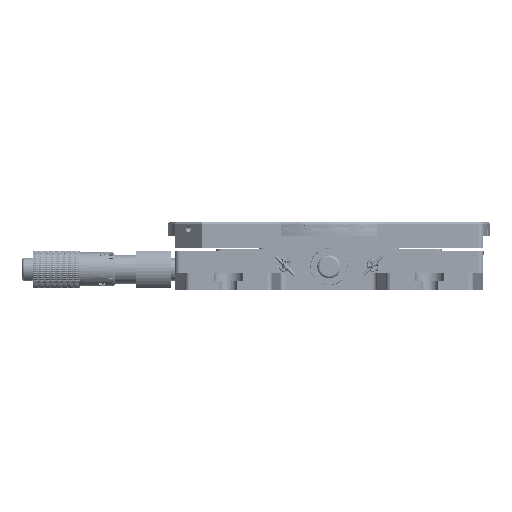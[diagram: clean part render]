
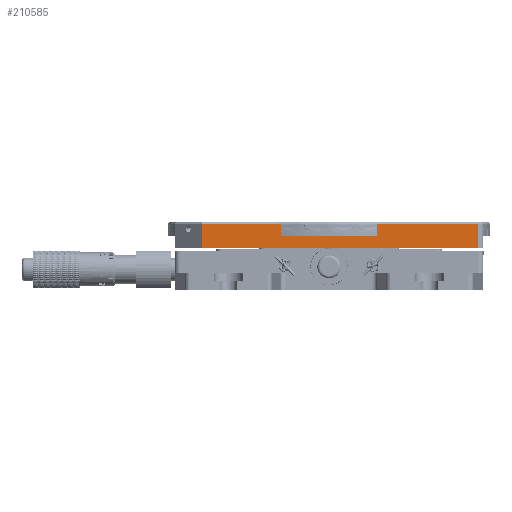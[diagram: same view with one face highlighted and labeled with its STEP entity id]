
A CAD part, left-side view. The second image highlights one B-rep face of the part: STEP entity #210585.
In plain terms, the highlighted planar face has unit normal (-1, 0, 0).
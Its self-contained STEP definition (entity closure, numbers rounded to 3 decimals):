
#10360=FACE_OUTER_BOUND('',#20804,.T.);
#20804=EDGE_LOOP('',(#146875,#146876,#146877,#146878,#146879,#146880,#146881,
#146882,#146883,#146884));
#31967=LINE('',#278339,#55202);
#36553=LINE('',#330273,#59788);
#36558=LINE('',#330288,#59793);
#36564=LINE('',#330316,#59799);
#36587=LINE('',#330418,#59822);
#36588=LINE('',#330421,#59823);
#36589=LINE('',#330425,#59824);
#36590=LINE('',#330427,#59825);
#36591=LINE('',#330428,#59826);
#36592=LINE('',#330429,#59827);
#55202=VECTOR('',#230304,10.);
#59788=VECTOR('',#242538,10.);
#59793=VECTOR('',#242553,10.);
#59799=VECTOR('',#242583,10.);
#59822=VECTOR('',#242646,10.);
#59823=VECTOR('',#242649,10.);
#59824=VECTOR('',#242654,10.);
#59825=VECTOR('',#242655,10.);
#59826=VECTOR('',#242656,10.);
#59827=VECTOR('',#242657,10.);
#78571=VERTEX_POINT('',#278337);
#78572=VERTEX_POINT('',#278338);
#84482=VERTEX_POINT('',#330271);
#84487=VERTEX_POINT('',#330287);
#84496=VERTEX_POINT('',#330313);
#84497=VERTEX_POINT('',#330315);
#84513=VERTEX_POINT('',#330360);
#84521=VERTEX_POINT('',#330420);
#84522=VERTEX_POINT('',#330424);
#84523=VERTEX_POINT('',#330426);
#97887=EDGE_CURVE('',#78571,#78572,#31967,.T.);
#106856=EDGE_CURVE('',#78572,#84482,#36553,.T.);
#106863=EDGE_CURVE('',#84487,#78571,#36558,.T.);
#106876=EDGE_CURVE('',#84497,#84496,#36564,.T.);
#106911=EDGE_CURVE('',#84497,#84513,#36587,.T.);
#106912=EDGE_CURVE('',#84513,#84521,#36588,.T.);
#106914=EDGE_CURVE('',#84522,#84496,#36589,.T.);
#106915=EDGE_CURVE('',#84523,#84522,#36590,.T.);
#106916=EDGE_CURVE('',#84523,#84487,#36591,.T.);
#106917=EDGE_CURVE('',#84482,#84521,#36592,.T.);
#146875=ORIENTED_EDGE('',*,*,#106911,.F.);
#146876=ORIENTED_EDGE('',*,*,#106876,.T.);
#146877=ORIENTED_EDGE('',*,*,#106914,.F.);
#146878=ORIENTED_EDGE('',*,*,#106915,.F.);
#146879=ORIENTED_EDGE('',*,*,#106916,.T.);
#146880=ORIENTED_EDGE('',*,*,#106863,.T.);
#146881=ORIENTED_EDGE('',*,*,#97887,.T.);
#146882=ORIENTED_EDGE('',*,*,#106856,.T.);
#146883=ORIENTED_EDGE('',*,*,#106917,.T.);
#146884=ORIENTED_EDGE('',*,*,#106912,.F.);
#191204=PLANE('',#221559);
#210585=ADVANCED_FACE('',(#10360),#191204,.T.);
#221559=AXIS2_PLACEMENT_3D('',#330423,#242652,#242653);
#230304=DIRECTION('',(0.,1.,0.));
#242538=DIRECTION('',(0.,1.,0.));
#242553=DIRECTION('',(0.,1.,0.));
#242583=DIRECTION('',(0.,-1.,0.));
#242646=DIRECTION('',(0.,0.,1.));
#242649=DIRECTION('',(0.,-1.,0.));
#242652=DIRECTION('center_axis',(-1.,0.,0.));
#242653=DIRECTION('ref_axis',(0.,-1.,0.));
#242654=DIRECTION('',(0.,0.,-1.));
#242655=DIRECTION('',(0.,-1.,0.));
#242656=DIRECTION('',(0.,0.,-1.));
#242657=DIRECTION('',(0.,0.,1.));
#278337=CARTESIAN_POINT('',(-61.475,-17.429,21.421));
#278338=CARTESIAN_POINT('',(-61.475,16.849,21.421));
#278339=CARTESIAN_POINT('',(-61.475,28.46,21.421));
#330271=CARTESIAN_POINT('',(-61.475,17.705,21.421));
#330273=CARTESIAN_POINT('',(-61.475,28.46,21.421));
#330287=CARTESIAN_POINT('',(-61.475,-18.285,21.421));
#330288=CARTESIAN_POINT('',(-61.475,28.46,21.421));
#330313=CARTESIAN_POINT('',(-61.475,-55.79,16.921));
#330315=CARTESIAN_POINT('',(-61.475,47.21,16.921));
#330316=CARTESIAN_POINT('',(-61.475,57.21,16.921));
#330360=CARTESIAN_POINT('',(-61.475,47.21,25.921));
#330418=CARTESIAN_POINT('',(-61.475,47.21,16.921));
#330420=CARTESIAN_POINT('',(-61.475,17.705,25.921));
#330421=CARTESIAN_POINT('',(-61.475,28.46,25.921));
#330423=CARTESIAN_POINT('Origin',(-61.475,57.21,16.921));
#330424=CARTESIAN_POINT('',(-61.475,-55.79,25.921));
#330425=CARTESIAN_POINT('',(-61.475,-55.79,16.921));
#330426=CARTESIAN_POINT('',(-61.475,-18.285,25.921));
#330427=CARTESIAN_POINT('',(-61.475,28.46,25.921));
#330428=CARTESIAN_POINT('',(-61.475,-18.285,26.421));
#330429=CARTESIAN_POINT('',(-61.475,17.705,26.421));
